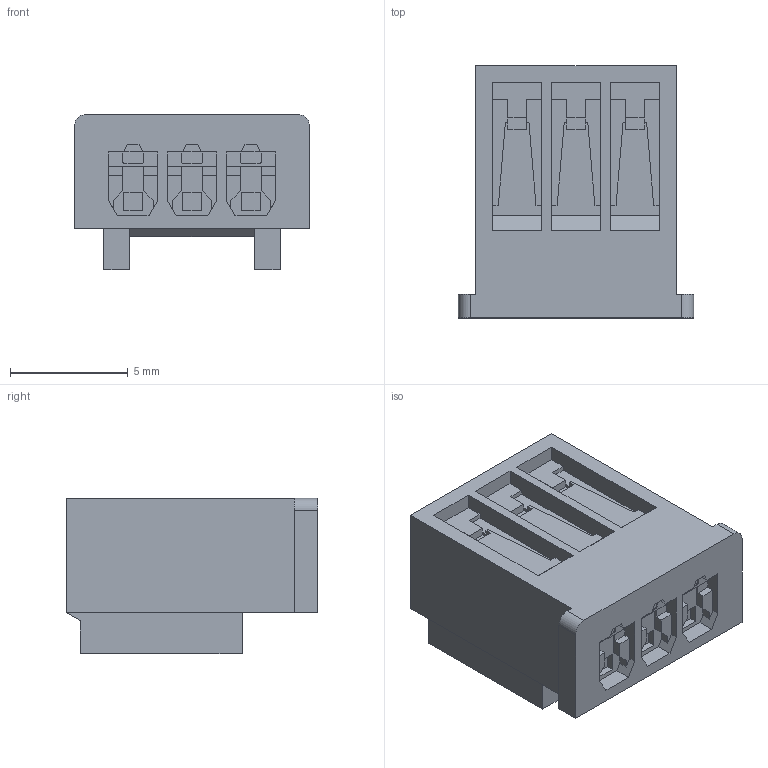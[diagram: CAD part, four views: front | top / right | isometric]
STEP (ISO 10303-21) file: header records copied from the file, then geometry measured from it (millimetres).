
FILE_DESCRIPTION((''),'2;1');
FILE_NAME('511910300','2013-12-10T',('me'),(''),'PRO/ENGINEER BY PARAMETRIC TECHNOLOGY CORPORATION, 2011490','PRO/ENGINEER BY PARAMETRIC TECHNOLOGY CORPORATION, 2011490','');
FILE_SCHEMA(('CONFIG_CONTROL_DESIGN'));
Length unit declared in the file: millimetre
Products named in the file (1): 511910300
Bounding box: 10 x 10.7 x 6.6 mm (x, y, z)
Volume: 433.9 mm3; surface area: 535.8 mm2
Topology: 1 solids, 1 shells, 268 faces, 732 edges, 488 vertices
Faces by surface type: plane 260, cylinder 8
Entity records: 8303 total; most frequent: CARTESIAN_POINT 1475, ORIENTED_EDGE 1450, DIRECTION 1286, EDGE_CURVE 725, VECTOR 716, LINE 716, VERTEX_POINT 474, AXIS2_PLACEMENT_3D 285
